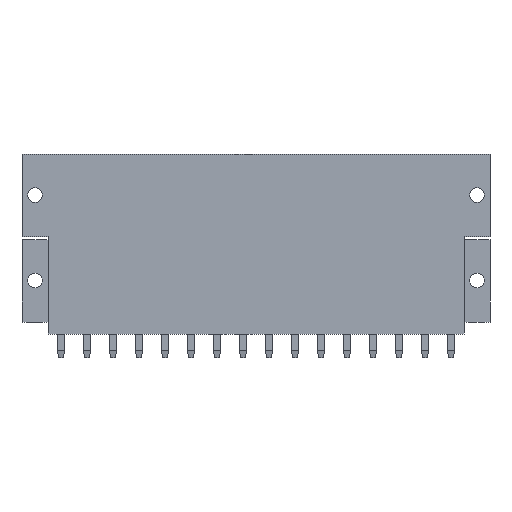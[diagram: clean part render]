
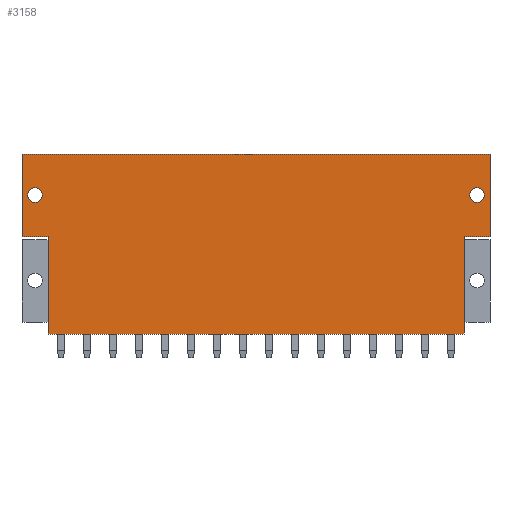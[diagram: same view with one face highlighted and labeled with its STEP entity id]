
A CAD part, front view. The second image highlights one B-rep face of the part: STEP entity #3158.
In plain terms, the highlighted planar face has unit normal (0, -1, 0).
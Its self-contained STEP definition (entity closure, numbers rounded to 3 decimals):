
#3072=AXIS2_PLACEMENT_3D('Plane Axis2P3D',#3069,#3070,#3071) ;
#3124=AXIS2_PLACEMENT_3D('Circle Axis2P3D',#3122,#3123,$) ;
#3133=AXIS2_PLACEMENT_3D('Circle Axis2P3D',#3131,#3132,$) ;
#3142=AXIS2_PLACEMENT_3D('Circle Axis2P3D',#3140,#3141,$) ;
#3151=AXIS2_PLACEMENT_3D('Circle Axis2P3D',#3149,#3150,$) ;
#40=CARTESIAN_POINT('Vertex',(0.,0.,27.4)) ;
#45=CARTESIAN_POINT('Line Origine',(31.5,0.,27.4)) ;
#49=CARTESIAN_POINT('Vertex',(63.,0.,27.4)) ;
#1959=CARTESIAN_POINT('Vertex',(59.5,0.,3.2)) ;
#1962=CARTESIAN_POINT('Line Origine',(31.5,0.,3.2)) ;
#1966=CARTESIAN_POINT('Vertex',(3.5,0.,3.2)) ;
#3069=CARTESIAN_POINT('Axis2P3D Location',(3.5,0.,27.4)) ;
#3074=CARTESIAN_POINT('Line Origine',(59.5,0.,9.75)) ;
#3078=CARTESIAN_POINT('Vertex',(59.5,0.,16.3)) ;
#3081=CARTESIAN_POINT('Line Origine',(61.25,0.,16.3)) ;
#3085=CARTESIAN_POINT('Vertex',(63.,0.,16.3)) ;
#3088=CARTESIAN_POINT('Line Origine',(63.,0.,21.85)) ;
#3093=CARTESIAN_POINT('Line Origine',(0.,0.,21.85)) ;
#3097=CARTESIAN_POINT('Vertex',(0.,0.,16.3)) ;
#3100=CARTESIAN_POINT('Line Origine',(1.75,0.,16.3)) ;
#3104=CARTESIAN_POINT('Vertex',(3.5,0.,16.3)) ;
#3107=CARTESIAN_POINT('Line Origine',(3.5,0.,9.75)) ;
#3122=CARTESIAN_POINT('Axis2P3D Location',(61.25,0.,21.9)) ;
#3126=CARTESIAN_POINT('Vertex',(60.25,0.,21.9)) ;
#3128=CARTESIAN_POINT('Vertex',(62.25,0.,21.9)) ;
#3131=CARTESIAN_POINT('Axis2P3D Location',(61.25,0.,21.9)) ;
#3140=CARTESIAN_POINT('Axis2P3D Location',(1.75,0.,21.9)) ;
#3144=CARTESIAN_POINT('Vertex',(2.75,0.,21.9)) ;
#3146=CARTESIAN_POINT('Vertex',(0.75,0.,21.9)) ;
#3149=CARTESIAN_POINT('Axis2P3D Location',(1.75,0.,21.9)) ;
#46=DIRECTION('Vector Direction',(1.,0.,0.)) ;
#1963=DIRECTION('Vector Direction',(1.,0.,0.)) ;
#3070=DIRECTION('Axis2P3D Direction',(0.,-1.,0.)) ;
#3071=DIRECTION('Axis2P3D XDirection',(0.,0.,-1.)) ;
#3075=DIRECTION('Vector Direction',(0.,0.,-1.)) ;
#3082=DIRECTION('Vector Direction',(1.,0.,0.)) ;
#3089=DIRECTION('Vector Direction',(0.,0.,-1.)) ;
#3094=DIRECTION('Vector Direction',(0.,0.,-1.)) ;
#3101=DIRECTION('Vector Direction',(1.,0.,0.)) ;
#3108=DIRECTION('Vector Direction',(0.,0.,-1.)) ;
#3123=DIRECTION('Axis2P3D Direction',(0.,-1.,0.)) ;
#3132=DIRECTION('Axis2P3D Direction',(0.,-1.,0.)) ;
#3141=DIRECTION('Axis2P3D Direction',(0.,-1.,0.)) ;
#3150=DIRECTION('Axis2P3D Direction',(0.,-1.,0.)) ;
#47=VECTOR('Line Direction',#46,1.) ;
#1964=VECTOR('Line Direction',#1963,1.) ;
#3076=VECTOR('Line Direction',#3075,1.) ;
#3083=VECTOR('Line Direction',#3082,1.) ;
#3090=VECTOR('Line Direction',#3089,1.) ;
#3095=VECTOR('Line Direction',#3094,1.) ;
#3102=VECTOR('Line Direction',#3101,1.) ;
#3109=VECTOR('Line Direction',#3108,1.) ;
#3113=ORIENTED_EDGE('',*,*,#3080,.T.) ;
#3114=ORIENTED_EDGE('',*,*,#3087,.F.) ;
#3115=ORIENTED_EDGE('',*,*,#3092,.T.) ;
#3116=ORIENTED_EDGE('',*,*,#51,.T.) ;
#3117=ORIENTED_EDGE('',*,*,#3099,.F.) ;
#3118=ORIENTED_EDGE('',*,*,#3106,.T.) ;
#3119=ORIENTED_EDGE('',*,*,#3111,.F.) ;
#3120=ORIENTED_EDGE('',*,*,#1968,.T.) ;
#3137=ORIENTED_EDGE('',*,*,#3130,.F.) ;
#3138=ORIENTED_EDGE('',*,*,#3135,.F.) ;
#3155=ORIENTED_EDGE('',*,*,#3148,.T.) ;
#3156=ORIENTED_EDGE('',*,*,#3153,.T.) ;
#3139=FACE_BOUND('',#3136,.T.) ;
#3157=FACE_BOUND('',#3154,.T.) ;
#3158=ADVANCED_FACE('Housing',(#3121,#3139,#3157),#3073,.T.) ;
#3125=CIRCLE('generated circle',#3124,1.) ;
#3134=CIRCLE('generated circle',#3133,1.) ;
#3143=CIRCLE('generated circle',#3142,1.) ;
#3152=CIRCLE('generated circle',#3151,1.) ;
#51=EDGE_CURVE('',#50,#41,#48,.F.) ;
#1968=EDGE_CURVE('',#1967,#1960,#1965,.T.) ;
#3080=EDGE_CURVE('',#1960,#3079,#3077,.F.) ;
#3087=EDGE_CURVE('',#3086,#3079,#3084,.F.) ;
#3092=EDGE_CURVE('',#3086,#50,#3091,.F.) ;
#3099=EDGE_CURVE('',#3098,#41,#3096,.F.) ;
#3106=EDGE_CURVE('',#3098,#3105,#3103,.T.) ;
#3111=EDGE_CURVE('',#1967,#3105,#3110,.F.) ;
#3130=EDGE_CURVE('',#3127,#3129,#3125,.T.) ;
#3135=EDGE_CURVE('',#3129,#3127,#3134,.T.) ;
#3148=EDGE_CURVE('',#3145,#3147,#3143,.F.) ;
#3153=EDGE_CURVE('',#3147,#3145,#3152,.F.) ;
#3112=EDGE_LOOP('',(#3113,#3114,#3115,#3116,#3117,#3118,#3119,#3120)) ;
#3136=EDGE_LOOP('',(#3137,#3138)) ;
#3154=EDGE_LOOP('',(#3155,#3156)) ;
#3121=FACE_OUTER_BOUND('',#3112,.T.) ;
#48=LINE('Line',#45,#47) ;
#1965=LINE('Line',#1962,#1964) ;
#3077=LINE('Line',#3074,#3076) ;
#3084=LINE('Line',#3081,#3083) ;
#3091=LINE('Line',#3088,#3090) ;
#3096=LINE('Line',#3093,#3095) ;
#3103=LINE('Line',#3100,#3102) ;
#3110=LINE('Line',#3107,#3109) ;
#3073=PLANE('',#3072) ;
#41=VERTEX_POINT('',#40) ;
#50=VERTEX_POINT('',#49) ;
#1960=VERTEX_POINT('',#1959) ;
#1967=VERTEX_POINT('',#1966) ;
#3079=VERTEX_POINT('',#3078) ;
#3086=VERTEX_POINT('',#3085) ;
#3098=VERTEX_POINT('',#3097) ;
#3105=VERTEX_POINT('',#3104) ;
#3127=VERTEX_POINT('',#3126) ;
#3129=VERTEX_POINT('',#3128) ;
#3145=VERTEX_POINT('',#3144) ;
#3147=VERTEX_POINT('',#3146) ;
